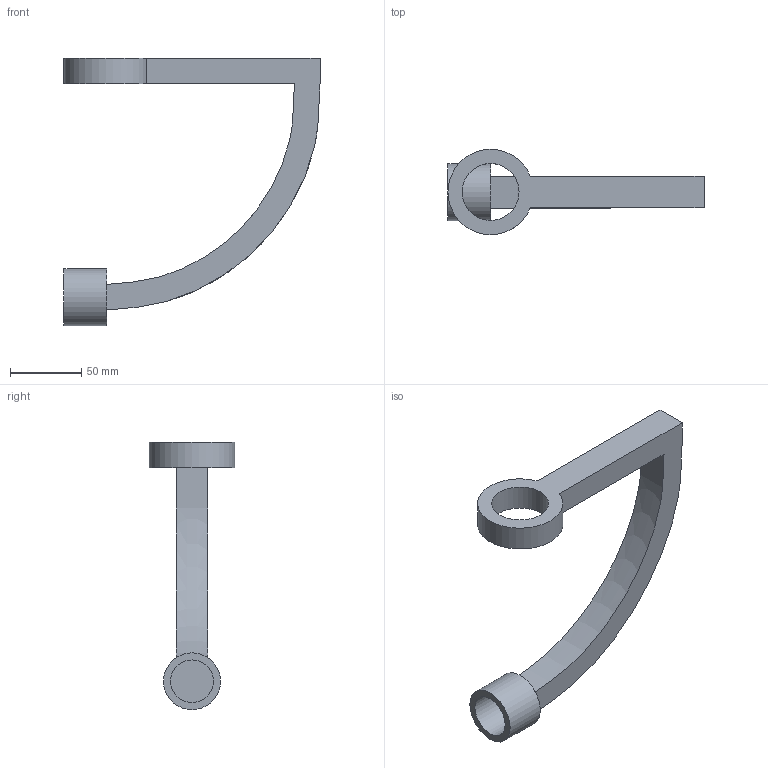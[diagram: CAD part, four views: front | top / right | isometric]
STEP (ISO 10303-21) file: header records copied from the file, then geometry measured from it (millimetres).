
FILE_DESCRIPTION(/* description */ ('STEP AP242','CAx-IF Rec.Pracs.---Representation and Presentation of Product Manufacturing Information (PMI)---4.0---2014-10-13','CAx-IF Rec.Pracs.---3D Tessellated Geometry---0.4---2014-09-14','2;1'),/* implementation_level */ '2;1');
FILE_NAME(/* name */ '658c6dbf37acae541843e61e',/* time_stamp */ '2023-12-27T18:32:32Z',/* author */ (''),/* organization */ (''),/* preprocessor_version */ 'ST-DEVELOPER v19.4',/* originating_system */ ' ',/* authorisation */ ' ');
FILE_SCHEMA (('AP242_MANAGED_MODEL_BASED_3D_ENGINEERING_MIM_LF { 1 0 10303 442 1 1 4 }'));
Length unit declared in the file: metre
Products named in the file (1): arced rod
Bounding box: 180 x 59.99 x 188 mm (x, y, z)
Volume: 187236.6 mm3; surface area: 44769.4 mm2
Topology: 1 solids, 1 shells, 14 faces, 30 edges, 20 vertices
Faces by surface type: plane 8, cylinder 4, bspline 2
Full cylindrical faces by diameter (mm): 30 x1, 40 x2
Entity records: 481 total; most frequent: CARTESIAN_POINT 164, DIRECTION 57, ORIENTED_EDGE 54, EDGE_CURVE 27, EDGE_LOOP 21, FACE_BOUND 21, AXIS2_PLACEMENT_3D 21, VERTEX_POINT 20
